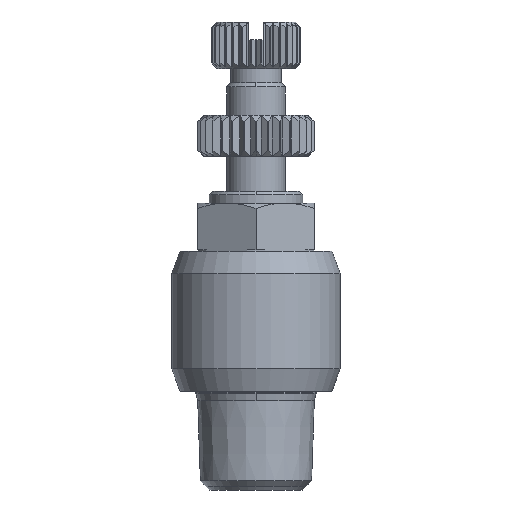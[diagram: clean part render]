
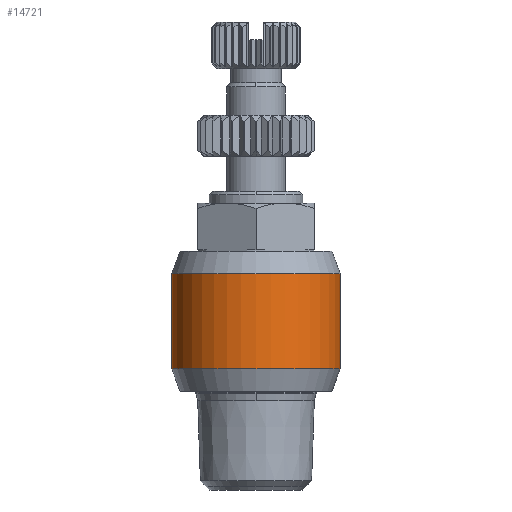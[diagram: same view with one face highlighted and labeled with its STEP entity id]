
A CAD part, left-side view. The second image highlights one B-rep face of the part: STEP entity #14721.
In plain terms, the highlighted cylindrical face has radius 7.2 mm (diameter 14.4 mm), a partial arc.
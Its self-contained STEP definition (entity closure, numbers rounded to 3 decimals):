
#1576 = CARTESIAN_POINT ( 'NONE',  ( -1., -7.2, 3.877 ) ) ;
#2566 = DIRECTION ( 'NONE',  ( 0., 0., 1. ) ) ;
#3300 = CARTESIAN_POINT ( 'NONE',  ( -1., -7.2, -4.277 ) ) ;
#3380 = AXIS2_PLACEMENT_3D ( 'NONE', #6680, #14646, #6745 ) ;
#4507 = CIRCLE ( 'NONE', #7164, 7.2 ) ;
#4512 = CARTESIAN_POINT ( 'NONE',  ( -1., 0., -0.2 ) ) ;
#4654 = DIRECTION ( 'NONE',  ( 0., 0., 1. ) ) ;
#6271 = CIRCLE ( 'NONE', #3380, 7.2 ) ;
#6680 = CARTESIAN_POINT ( 'NONE',  ( -1., 0., 3.877 ) ) ;
#6745 = DIRECTION ( 'NONE',  ( 0., -1., 0. ) ) ;
#6775 = DIRECTION ( 'NONE',  ( 0., 0., 1. ) ) ;
#6797 = VERTEX_POINT ( 'NONE', #3300 ) ;
#7164 = AXIS2_PLACEMENT_3D ( 'NONE', #10576, #8681, #16784 ) ;
#8435 = AXIS2_PLACEMENT_3D ( 'NONE', #4512, #4654, #16015 ) ;
#8681 = DIRECTION ( 'NONE',  ( 0., 0., 1. ) ) ;
#9122 = EDGE_LOOP ( 'NONE', ( #19737, #9422, #13418, #12167 ) ) ;
#9422 = ORIENTED_EDGE ( 'NONE', *, *, #17397, .T. ) ;
#10576 = CARTESIAN_POINT ( 'NONE',  ( -1., 0., -4.277 ) ) ;
#11000 = CARTESIAN_POINT ( 'NONE',  ( -1., -7.2, -0.2 ) ) ;
#11616 = EDGE_CURVE ( 'NONE', #6797, #17468, #4507, .T. ) ;
#12004 = EDGE_CURVE ( 'NONE', #17932, #13695, #6271, .T. ) ;
#12167 = ORIENTED_EDGE ( 'NONE', *, *, #19302, .F. ) ;
#13418 = ORIENTED_EDGE ( 'NONE', *, *, #12004, .T. ) ;
#13695 = VERTEX_POINT ( 'NONE', #1576 ) ;
#14646 = DIRECTION ( 'NONE',  ( 0., 0., -1. ) ) ;
#14676 = CARTESIAN_POINT ( 'NONE',  ( -1., 7.2, -0.2 ) ) ;
#14721 = ADVANCED_FACE ( 'NONE', ( #18286 ), #16273, .T. ) ;
#15054 = VECTOR ( 'NONE', #2566, 1000. ) ;
#16015 = DIRECTION ( 'NONE',  ( 0., -1., 0. ) ) ;
#16052 = LINE ( 'NONE', #14676, #19586 ) ;
#16202 = CARTESIAN_POINT ( 'NONE',  ( -1., 7.2, 3.877 ) ) ;
#16273 = CYLINDRICAL_SURFACE ( 'NONE', #8435, 7.2 ) ;
#16784 = DIRECTION ( 'NONE',  ( 0., -1., 0. ) ) ;
#16816 = LINE ( 'NONE', #11000, #15054 ) ;
#17397 = EDGE_CURVE ( 'NONE', #17468, #17932, #16052, .T. ) ;
#17468 = VERTEX_POINT ( 'NONE', #18181 ) ;
#17932 = VERTEX_POINT ( 'NONE', #16202 ) ;
#18181 = CARTESIAN_POINT ( 'NONE',  ( -1., 7.2, -4.277 ) ) ;
#18286 = FACE_OUTER_BOUND ( 'NONE', #9122, .T. ) ;
#19302 = EDGE_CURVE ( 'NONE', #6797, #13695, #16816, .T. ) ;
#19586 = VECTOR ( 'NONE', #6775, 1000. ) ;
#19737 = ORIENTED_EDGE ( 'NONE', *, *, #11616, .T. ) ;
